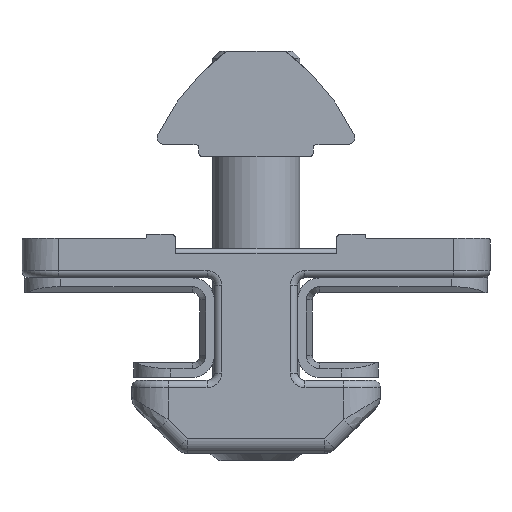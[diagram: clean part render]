
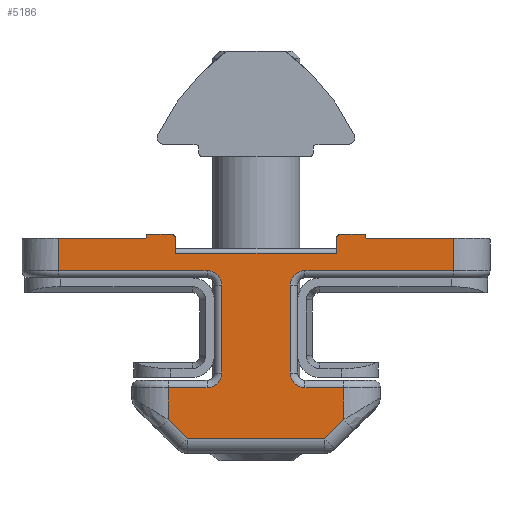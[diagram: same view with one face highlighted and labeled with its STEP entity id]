
A CAD part, front view. The second image highlights one B-rep face of the part: STEP entity #5186.
In plain terms, the highlighted planar face has unit normal (0, -1, 0).
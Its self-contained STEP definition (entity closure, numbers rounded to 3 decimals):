
#4913=CARTESIAN_POINT('',(0.0,-40.0,0.0));
#4914=DIRECTION('',(0.0,1.0,0.0));
#4915=DIRECTION('',(0.0,0.0,1.0));
#4916=AXIS2_PLACEMENT_3D('',#4913,#4914,#4915);
#4917=PLANE('',#4916);
#4918=CARTESIAN_POINT('',(-13.5,-40.0,2.7));
#4919=VERTEX_POINT('',#4918);
#4920=CARTESIAN_POINT('',(-13.5,-40.0,0.5));
#4921=VERTEX_POINT('',#4920);
#4922=CARTESIAN_POINT('',(-13.5,-40.0,2.7));
#4923=DIRECTION('',(0.0,0.0,-1.0));
#4924=VECTOR('',#4923,2.2);
#4925=LINE('',#4922,#4924);
#4926=EDGE_CURVE('',#4919,#4921,#4925,.T.);
#4927=ORIENTED_EDGE('',*,*,#4926,.T.);
#4928=CARTESIAN_POINT('',(-3.35,-40.0,0.5));
#4929=VERTEX_POINT('',#4928);
#4930=CARTESIAN_POINT('',(-13.5,-40.0,0.5));
#4931=DIRECTION('',(1.0,0.0,0.0));
#4932=VECTOR('',#4931,10.15);
#4933=LINE('',#4930,#4932);
#4934=EDGE_CURVE('',#4921,#4929,#4933,.T.);
#4935=ORIENTED_EDGE('',*,*,#4934,.T.);
#4936=CARTESIAN_POINT('',(-2.35,-40.0,-0.5));
#4937=VERTEX_POINT('',#4936);
#4938=CARTESIAN_POINT('',(-3.35,-40.0,-0.5));
#4939=DIRECTION('',(0.0,1.0,0.0));
#4940=DIRECTION('',(0.0,0.0,1.0));
#4941=AXIS2_PLACEMENT_3D('',#4938,#4939,#4940);
#4942=CIRCLE('',#4941,1.0);
#4943=EDGE_CURVE('',#4929,#4937,#4942,.T.);
#4944=ORIENTED_EDGE('',*,*,#4943,.T.);
#4945=CARTESIAN_POINT('',(-2.35,-40.0,-6.5));
#4946=VERTEX_POINT('',#4945);
#4947=CARTESIAN_POINT('',(-2.35,-40.0,-0.5));
#4948=DIRECTION('',(0.0,0.0,-1.0));
#4949=VECTOR('',#4948,6.0);
#4950=LINE('',#4947,#4949);
#4951=EDGE_CURVE('',#4937,#4946,#4950,.T.);
#4952=ORIENTED_EDGE('',*,*,#4951,.T.);
#4953=CARTESIAN_POINT('',(-3.35,-40.0,-7.5));
#4954=VERTEX_POINT('',#4953);
#4955=CARTESIAN_POINT('',(-3.35,-40.0,-6.5));
#4956=DIRECTION('',(0.0,1.0,0.0));
#4957=DIRECTION('',(0.0,0.0,1.0));
#4958=AXIS2_PLACEMENT_3D('',#4955,#4956,#4957);
#4959=CIRCLE('',#4958,1.0);
#4960=EDGE_CURVE('',#4946,#4954,#4959,.T.);
#4961=ORIENTED_EDGE('',*,*,#4960,.T.);
#4962=CARTESIAN_POINT('',(-6.,-40.0,-7.5));
#4963=VERTEX_POINT('',#4962);
#4964=CARTESIAN_POINT('',(-3.35,-40.0,-7.5));
#4965=DIRECTION('',(-1.0,0.0,0.0));
#4966=VECTOR('',#4965,2.65);
#4967=LINE('',#4964,#4966);
#4968=EDGE_CURVE('',#4954,#4963,#4967,.T.);
#4969=ORIENTED_EDGE('',*,*,#4968,.T.);
#4970=CARTESIAN_POINT('',(-6.,-40.0,-9.686));
#4971=VERTEX_POINT('',#4970);
#4972=CARTESIAN_POINT('',(-6.,-40.0,-7.5));
#4973=DIRECTION('',(0.0,0.0,-1.0));
#4974=VECTOR('',#4973,2.186);
#4975=LINE('',#4972,#4974);
#4976=EDGE_CURVE('',#4963,#4971,#4975,.T.);
#4977=ORIENTED_EDGE('',*,*,#4976,.T.);
#4978=CARTESIAN_POINT('',(-4.686,-40.0,-11.0));
#4979=VERTEX_POINT('',#4978);
#4980=CARTESIAN_POINT('',(-6.0,-40.0,-9.686));
#4981=DIRECTION('',(0.707,0.0,-0.707));
#4982=VECTOR('',#4981,1.859);
#4983=LINE('',#4980,#4982);
#4984=EDGE_CURVE('',#4971,#4979,#4983,.T.);
#4985=ORIENTED_EDGE('',*,*,#4984,.T.);
#4986=CARTESIAN_POINT('',(4.686,-40.0,-11.0));
#4987=VERTEX_POINT('',#4986);
#4988=CARTESIAN_POINT('',(-4.686,-40.0,-11.0));
#4989=DIRECTION('',(1.0,0.0,0.0));
#4990=VECTOR('',#4989,9.372);
#4991=LINE('',#4988,#4990);
#4992=EDGE_CURVE('',#4979,#4987,#4991,.T.);
#4993=ORIENTED_EDGE('',*,*,#4992,.T.);
#4994=CARTESIAN_POINT('',(6.,-40.0,-9.686));
#4995=VERTEX_POINT('',#4994);
#4996=CARTESIAN_POINT('',(4.686,-40.0,-11.));
#4997=DIRECTION('',(0.707,0.0,0.707));
#4998=VECTOR('',#4997,1.859);
#4999=LINE('',#4996,#4998);
#5000=EDGE_CURVE('',#4987,#4995,#4999,.T.);
#5001=ORIENTED_EDGE('',*,*,#5000,.T.);
#5002=CARTESIAN_POINT('',(6.,-40.0,-7.5));
#5003=VERTEX_POINT('',#5002);
#5004=CARTESIAN_POINT('',(6.,-40.0,-9.686));
#5005=DIRECTION('',(0.0,0.0,1.0));
#5006=VECTOR('',#5005,2.186);
#5007=LINE('',#5004,#5006);
#5008=EDGE_CURVE('',#4995,#5003,#5007,.T.);
#5009=ORIENTED_EDGE('',*,*,#5008,.T.);
#5010=CARTESIAN_POINT('',(3.35,-40.0,-7.5));
#5011=VERTEX_POINT('',#5010);
#5012=CARTESIAN_POINT('',(6.,-40.0,-7.5));
#5013=DIRECTION('',(-1.0,0.0,0.0));
#5014=VECTOR('',#5013,2.65);
#5015=LINE('',#5012,#5014);
#5016=EDGE_CURVE('',#5003,#5011,#5015,.T.);
#5017=ORIENTED_EDGE('',*,*,#5016,.T.);
#5018=CARTESIAN_POINT('',(2.35,-40.0,-6.5));
#5019=VERTEX_POINT('',#5018);
#5020=CARTESIAN_POINT('',(3.35,-40.0,-6.5));
#5021=DIRECTION('',(0.0,1.0,0.0));
#5022=DIRECTION('',(0.0,0.0,1.0));
#5023=AXIS2_PLACEMENT_3D('',#5020,#5021,#5022);
#5024=CIRCLE('',#5023,1.0);
#5025=EDGE_CURVE('',#5011,#5019,#5024,.T.);
#5026=ORIENTED_EDGE('',*,*,#5025,.T.);
#5027=CARTESIAN_POINT('',(2.35,-40.0,-0.5));
#5028=VERTEX_POINT('',#5027);
#5029=CARTESIAN_POINT('',(2.35,-40.0,-6.5));
#5030=DIRECTION('',(0.0,0.0,1.0));
#5031=VECTOR('',#5030,6.0);
#5032=LINE('',#5029,#5031);
#5033=EDGE_CURVE('',#5019,#5028,#5032,.T.);
#5034=ORIENTED_EDGE('',*,*,#5033,.T.);
#5035=CARTESIAN_POINT('',(3.35,-40.0,0.5));
#5036=VERTEX_POINT('',#5035);
#5037=CARTESIAN_POINT('',(3.35,-40.0,-0.5));
#5038=DIRECTION('',(0.0,1.0,0.0));
#5039=DIRECTION('',(0.0,0.0,1.0));
#5040=AXIS2_PLACEMENT_3D('',#5037,#5038,#5039);
#5041=CIRCLE('',#5040,1.0);
#5042=EDGE_CURVE('',#5028,#5036,#5041,.T.);
#5043=ORIENTED_EDGE('',*,*,#5042,.T.);
#5044=CARTESIAN_POINT('',(13.5,-40.0,0.5));
#5045=VERTEX_POINT('',#5044);
#5046=CARTESIAN_POINT('',(3.35,-40.0,0.5));
#5047=DIRECTION('',(1.0,0.0,0.0));
#5048=VECTOR('',#5047,10.15);
#5049=LINE('',#5046,#5048);
#5050=EDGE_CURVE('',#5036,#5045,#5049,.T.);
#5051=ORIENTED_EDGE('',*,*,#5050,.T.);
#5052=CARTESIAN_POINT('',(13.5,-40.0,2.7));
#5053=VERTEX_POINT('',#5052);
#5054=CARTESIAN_POINT('',(13.5,-40.0,0.5));
#5055=DIRECTION('',(0.0,0.0,1.0));
#5056=VECTOR('',#5055,2.2);
#5057=LINE('',#5054,#5056);
#5058=EDGE_CURVE('',#5045,#5053,#5057,.T.);
#5059=ORIENTED_EDGE('',*,*,#5058,.T.);
#5060=CARTESIAN_POINT('',(7.6,-40.0,2.7));
#5061=VERTEX_POINT('',#5060);
#5062=CARTESIAN_POINT('',(7.6,-40.0,2.7));
#5063=DIRECTION('',(1.0,0.0,0.0));
#5064=VECTOR('',#5063,5.9);
#5065=LINE('',#5062,#5064);
#5066=EDGE_CURVE('',#5061,#5053,#5065,.T.);
#5067=ORIENTED_EDGE('',*,*,#5066,.F.);
#5068=CARTESIAN_POINT('',(7.5,-40.0,2.8));
#5069=VERTEX_POINT('',#5068);
#5070=CARTESIAN_POINT('',(7.6,-40.0,2.8));
#5071=DIRECTION('',(0.0,1.0,0.0));
#5072=DIRECTION('',(0.0,0.0,1.0));
#5073=AXIS2_PLACEMENT_3D('',#5070,#5071,#5072);
#5074=CIRCLE('',#5073,0.1);
#5075=EDGE_CURVE('',#5061,#5069,#5074,.T.);
#5076=ORIENTED_EDGE('',*,*,#5075,.T.);
#5077=CARTESIAN_POINT('',(7.5,-40.0,2.9));
#5078=VERTEX_POINT('',#5077);
#5079=CARTESIAN_POINT('',(7.5,-40.0,2.9));
#5080=DIRECTION('',(0.0,0.0,-1.0));
#5081=VECTOR('',#5080,0.1);
#5082=LINE('',#5079,#5081);
#5083=EDGE_CURVE('',#5078,#5069,#5082,.T.);
#5084=ORIENTED_EDGE('',*,*,#5083,.F.);
#5085=CARTESIAN_POINT('',(7.4,-40.0,3.0));
#5086=VERTEX_POINT('',#5085);
#5087=CARTESIAN_POINT('',(7.4,-40.0,2.9));
#5088=DIRECTION('',(0.0,-1.0,0.0));
#5089=DIRECTION('',(0.0,0.0,1.0));
#5090=AXIS2_PLACEMENT_3D('',#5087,#5088,#5089);
#5091=CIRCLE('',#5090,0.1);
#5092=EDGE_CURVE('',#5078,#5086,#5091,.T.);
#5093=ORIENTED_EDGE('',*,*,#5092,.T.);
#5094=CARTESIAN_POINT('',(5.8,-40.0,3.0));
#5095=VERTEX_POINT('',#5094);
#5096=CARTESIAN_POINT('',(5.8,-40.0,3.0));
#5097=DIRECTION('',(1.0,0.0,0.0));
#5098=VECTOR('',#5097,1.6);
#5099=LINE('',#5096,#5098);
#5100=EDGE_CURVE('',#5095,#5086,#5099,.T.);
#5101=ORIENTED_EDGE('',*,*,#5100,.F.);
#5102=CARTESIAN_POINT('',(5.5,-40.0,2.7));
#5103=VERTEX_POINT('',#5102);
#5104=CARTESIAN_POINT('',(5.8,-40.0,2.7));
#5105=DIRECTION('',(0.0,-1.0,0.0));
#5106=DIRECTION('',(0.0,0.0,1.0));
#5107=AXIS2_PLACEMENT_3D('',#5104,#5105,#5106);
#5108=CIRCLE('',#5107,0.3);
#5109=EDGE_CURVE('',#5095,#5103,#5108,.T.);
#5110=ORIENTED_EDGE('',*,*,#5109,.T.);
#5111=CARTESIAN_POINT('',(5.5,-40.0,1.7));
#5112=VERTEX_POINT('',#5111);
#5113=CARTESIAN_POINT('',(5.5,-40.0,2.7));
#5114=DIRECTION('',(0.0,0.0,-1.0));
#5115=VECTOR('',#5114,1.0);
#5116=LINE('',#5113,#5115);
#5117=EDGE_CURVE('',#5103,#5112,#5116,.T.);
#5118=ORIENTED_EDGE('',*,*,#5117,.T.);
#5119=CARTESIAN_POINT('',(-5.5,-40.0,1.7));
#5120=VERTEX_POINT('',#5119);
#5121=CARTESIAN_POINT('',(5.5,-40.0,1.7));
#5122=DIRECTION('',(-1.0,0.0,0.0));
#5123=VECTOR('',#5122,11.0);
#5124=LINE('',#5121,#5123);
#5125=EDGE_CURVE('',#5112,#5120,#5124,.T.);
#5126=ORIENTED_EDGE('',*,*,#5125,.T.);
#5127=CARTESIAN_POINT('',(-5.5,-40.0,2.7));
#5128=VERTEX_POINT('',#5127);
#5129=CARTESIAN_POINT('',(-5.5,-40.0,2.7));
#5130=DIRECTION('',(0.0,0.0,-1.0));
#5131=VECTOR('',#5130,1.0);
#5132=LINE('',#5129,#5131);
#5133=EDGE_CURVE('',#5128,#5120,#5132,.T.);
#5134=ORIENTED_EDGE('',*,*,#5133,.F.);
#5135=CARTESIAN_POINT('',(-5.8,-40.0,3.0));
#5136=VERTEX_POINT('',#5135);
#5137=CARTESIAN_POINT('',(-5.8,-40.0,2.7));
#5138=DIRECTION('',(0.0,-1.0,0.0));
#5139=DIRECTION('',(0.0,0.0,1.0));
#5140=AXIS2_PLACEMENT_3D('',#5137,#5138,#5139);
#5141=CIRCLE('',#5140,0.3);
#5142=EDGE_CURVE('',#5128,#5136,#5141,.T.);
#5143=ORIENTED_EDGE('',*,*,#5142,.T.);
#5144=CARTESIAN_POINT('',(-7.4,-40.0,3.0));
#5145=VERTEX_POINT('',#5144);
#5146=CARTESIAN_POINT('',(-7.4,-40.0,3.0));
#5147=DIRECTION('',(1.0,0.0,0.0));
#5148=VECTOR('',#5147,1.6);
#5149=LINE('',#5146,#5148);
#5150=EDGE_CURVE('',#5145,#5136,#5149,.T.);
#5151=ORIENTED_EDGE('',*,*,#5150,.F.);
#5152=CARTESIAN_POINT('',(-7.5,-40.0,2.9));
#5153=VERTEX_POINT('',#5152);
#5154=CARTESIAN_POINT('',(-7.4,-40.0,2.9));
#5155=DIRECTION('',(0.0,-1.0,0.0));
#5156=DIRECTION('',(0.0,0.0,1.0));
#5157=AXIS2_PLACEMENT_3D('',#5154,#5155,#5156);
#5158=CIRCLE('',#5157,0.1);
#5159=EDGE_CURVE('',#5145,#5153,#5158,.T.);
#5160=ORIENTED_EDGE('',*,*,#5159,.T.);
#5161=CARTESIAN_POINT('',(-7.5,-40.0,2.8));
#5162=VERTEX_POINT('',#5161);
#5163=CARTESIAN_POINT('',(-7.5,-40.0,2.8));
#5164=DIRECTION('',(0.0,0.0,1.0));
#5165=VECTOR('',#5164,0.1);
#5166=LINE('',#5163,#5165);
#5167=EDGE_CURVE('',#5162,#5153,#5166,.T.);
#5168=ORIENTED_EDGE('',*,*,#5167,.F.);
#5169=CARTESIAN_POINT('',(-7.6,-40.0,2.7));
#5170=VERTEX_POINT('',#5169);
#5171=CARTESIAN_POINT('',(-7.6,-40.0,2.8));
#5172=DIRECTION('',(0.0,1.0,0.0));
#5173=DIRECTION('',(0.0,0.0,1.0));
#5174=AXIS2_PLACEMENT_3D('',#5171,#5172,#5173);
#5175=CIRCLE('',#5174,0.1);
#5176=EDGE_CURVE('',#5162,#5170,#5175,.T.);
#5177=ORIENTED_EDGE('',*,*,#5176,.T.);
#5178=CARTESIAN_POINT('',(-13.5,-40.0,2.7));
#5179=DIRECTION('',(1.0,0.0,0.0));
#5180=VECTOR('',#5179,5.9);
#5181=LINE('',#5178,#5180);
#5182=EDGE_CURVE('',#4919,#5170,#5181,.T.);
#5183=ORIENTED_EDGE('',*,*,#5182,.F.);
#5184=EDGE_LOOP('',(#4927,#4935,#4944,#4952,#4961,#4969,#4977,#4985,#4993,#5001,#5009,#5017,#5026,#5034,#5043,#5051,#5059,#5067,#5076,#5084,#5093,#5101,#5110,#5118,#5126,#5134,#5143,#5151,#5160,#5168,#5177,#5183));
#5185=FACE_OUTER_BOUND('',#5184,.T.);
#5186=ADVANCED_FACE('',(#5185),#4917,.F.);
